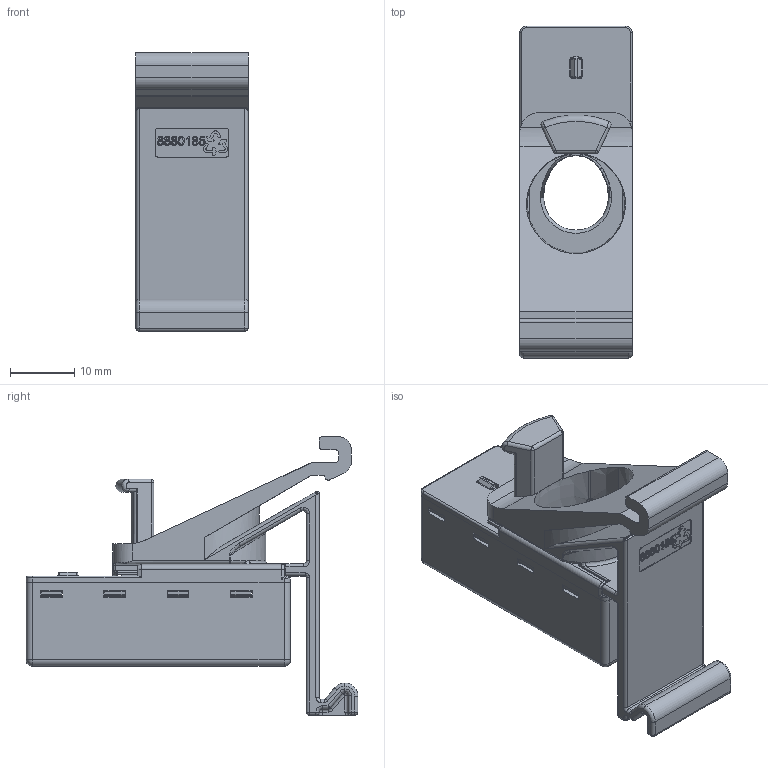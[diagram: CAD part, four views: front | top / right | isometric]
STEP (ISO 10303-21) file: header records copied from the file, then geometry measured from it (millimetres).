
FILE_DESCRIPTION (( 'STEP AP203' ), '1' );
FILE_NAME ('8880128.STEP', '2015-06-25T13:34:19', ( '' ), ( '' ), 'SwSTEP 2.0', 'SolidWorks 2015', '' );
FILE_SCHEMA (( 'CONFIG_CONTROL_DESIGN' ));
Length unit declared in the file: millimetre
Products named in the file (1): 8880128
Bounding box: 17.4 x 51.45 x 43.2 mm (x, y, z)
Surface area: 8720.4 mm2 (no closed solid volume)
Topology: 0 solids, 15 shells, 720 faces, 2144 edges, 1384 vertices
Faces by surface type: cylinder 232, plane 226, bspline 140, torus 74, sphere 32, cone 16
Entity records: 29836 total; most frequent: CARTESIAN_POINT 11907, ORIENTED_EDGE 3644, DIRECTION 3497, EDGE_CURVE 2109, VERTEX_POINT 1384, AXIS2_PLACEMENT_3D 1219, LINE 1059, VECTOR 1059
